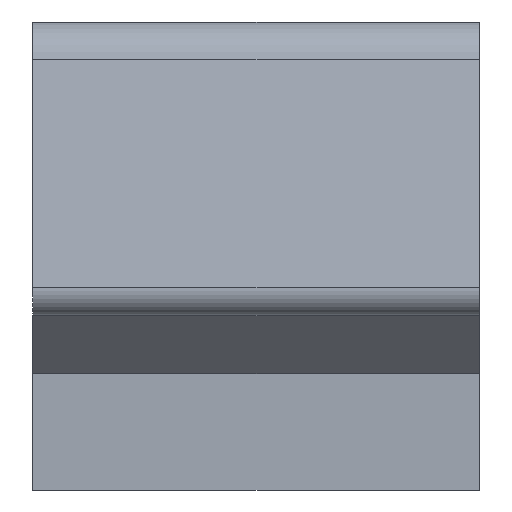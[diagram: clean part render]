
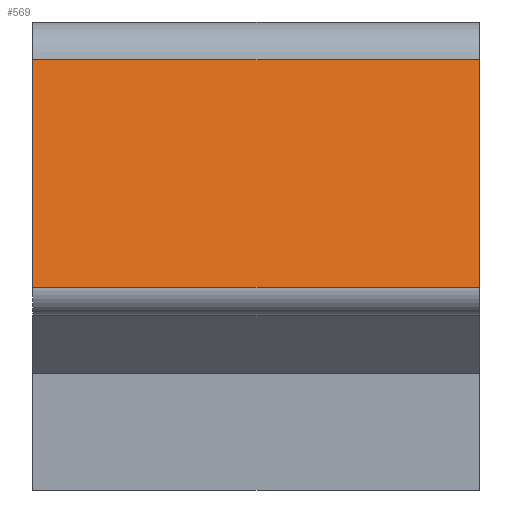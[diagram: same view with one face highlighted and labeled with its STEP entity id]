
A CAD part, left-side view. The second image highlights one B-rep face of the part: STEP entity #569.
In plain terms, the highlighted planar face has unit normal (-0.986, 0, 0.169).
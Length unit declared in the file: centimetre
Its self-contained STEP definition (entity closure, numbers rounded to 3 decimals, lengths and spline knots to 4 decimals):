
#40=PLANE('',#623);
#69=FACE_OUTER_BOUND('',#103,.T.);
#103=EDGE_LOOP('',(#493,#494,#495,#496));
#169=LINE('',#930,#235);
#170=LINE('',#933,#236);
#171=LINE('',#935,#237);
#172=LINE('',#936,#238);
#235=VECTOR('',#765,1.);
#236=VECTOR('',#768,1.);
#237=VECTOR('',#769,1.);
#238=VECTOR('',#770,1.);
#299=VERTEX_POINT('',#926);
#300=VERTEX_POINT('',#928);
#301=VERTEX_POINT('',#932);
#302=VERTEX_POINT('',#934);
#375=EDGE_CURVE('',#299,#300,#169,.T.);
#376=EDGE_CURVE('',#301,#299,#170,.T.);
#377=EDGE_CURVE('',#302,#300,#171,.T.);
#378=EDGE_CURVE('',#301,#302,#172,.T.);
#493=ORIENTED_EDGE('',*,*,#376,.T.);
#494=ORIENTED_EDGE('',*,*,#375,.T.);
#495=ORIENTED_EDGE('',*,*,#377,.F.);
#496=ORIENTED_EDGE('',*,*,#378,.F.);
#569=ADVANCED_FACE('',(#69),#40,.T.);
#623=AXIS2_PLACEMENT_3D('',#931,#766,#767);
#765=DIRECTION('',(0.,-1.,0.));
#766=DIRECTION('center_axis',(-0.986,0.,0.169));
#767=DIRECTION('ref_axis',(-0.169,0.,-0.986));
#768=DIRECTION('',(-0.169,0.,-0.986));
#769=DIRECTION('',(-0.169,0.,-0.986));
#770=DIRECTION('',(0.,-1.,0.));
#926=CARTESIAN_POINT('',(6.8794,2.2374,-6.0676));
#928=CARTESIAN_POINT('',(6.8794,-0.0626,-6.0676));
#930=CARTESIAN_POINT('',(6.8794,2.2374,-6.0676));
#931=CARTESIAN_POINT('Origin',(7.0806,2.2374,-4.8941));
#932=CARTESIAN_POINT('',(7.0806,2.2374,-4.8941));
#933=CARTESIAN_POINT('',(7.0806,2.2374,-4.8941));
#934=CARTESIAN_POINT('',(7.0806,-0.0626,-4.8941));
#935=CARTESIAN_POINT('',(7.0806,-0.0626,-4.8941));
#936=CARTESIAN_POINT('',(7.0806,2.2374,-4.8941));
